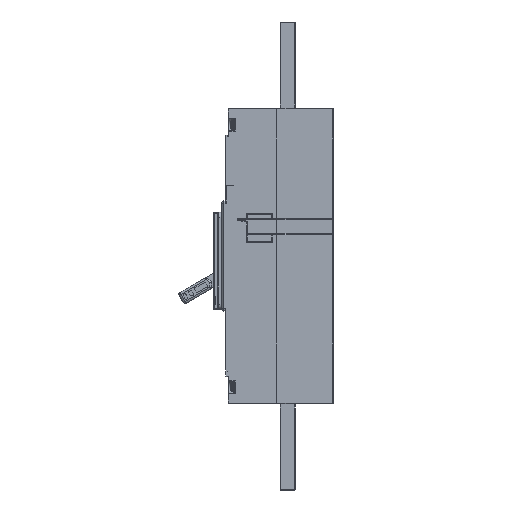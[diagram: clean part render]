
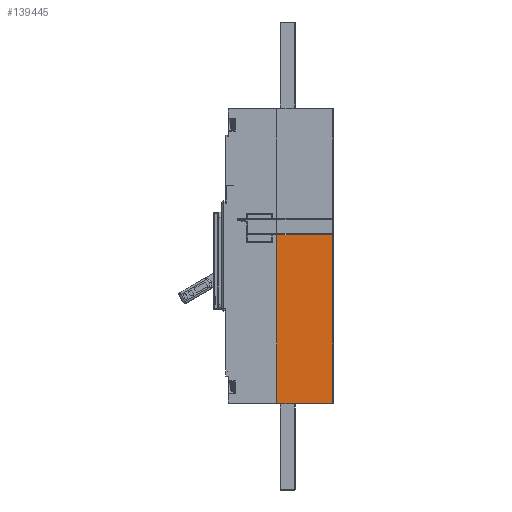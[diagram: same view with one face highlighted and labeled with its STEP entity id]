
A CAD part, left-side view. The second image highlights one B-rep face of the part: STEP entity #139445.
In plain terms, the highlighted planar face has unit normal (-1, 0, 0).
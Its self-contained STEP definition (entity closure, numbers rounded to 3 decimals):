
#129903=DIRECTION('',(0.,0.,-1.));
#129904=VECTOR('',#129903,155.7);
#129905=CARTESIAN_POINT('',(-175.,52.,19.6));
#129906=LINE('',#129905,#129904);
#131273=DIRECTION('',(0.,0.,1.));
#131274=VECTOR('',#131273,155.7);
#131275=CARTESIAN_POINT('',(-175.,0.4,-136.1));
#131276=LINE('',#131275,#131274);
#134693=DIRECTION('',(0.,-1.,0.));
#134694=VECTOR('',#134693,51.6);
#134695=CARTESIAN_POINT('',(-175.,52.,-136.1));
#134696=LINE('',#134695,#134694);
#137282=DIRECTION('',(0.,1.,0.));
#137283=VECTOR('',#137282,51.6);
#137284=CARTESIAN_POINT('',(-175.,0.4,19.6));
#137285=LINE('',#137284,#137283);
#137648=CARTESIAN_POINT('',(-175.,52.,19.6));
#137649=CARTESIAN_POINT('',(-175.,52.,-136.1));
#137650=VERTEX_POINT('',#137648);
#137651=VERTEX_POINT('',#137649);
#138146=CARTESIAN_POINT('',(-175.,0.4,-136.1));
#138147=CARTESIAN_POINT('',(-175.,0.4,19.6));
#138148=VERTEX_POINT('',#138146);
#138149=VERTEX_POINT('',#138147);
#139431=CARTESIAN_POINT('',(-175.,0.4,-136.1));
#139432=DIRECTION('',(1.,0.,0.));
#139433=DIRECTION('',(0.,0.,-1.));
#139434=AXIS2_PLACEMENT_3D('',#139431,#139432,#139433);
#139435=PLANE('',#139434);
#139437=ORIENTED_EDGE('',*,*,#139436,.F.);
#139439=ORIENTED_EDGE('',*,*,#139438,.F.);
#139440=ORIENTED_EDGE('',*,*,#138913,.F.);
#139442=ORIENTED_EDGE('',*,*,#139441,.F.);
#139443=EDGE_LOOP('',(#139437,#139439,#139440,#139442));
#139444=FACE_OUTER_BOUND('',#139443,.F.);
#138913=EDGE_CURVE('',#137650,#137651,#129906,.T.);
#139436=EDGE_CURVE('',#138148,#138149,#131276,.T.);
#139438=EDGE_CURVE('',#137651,#138148,#134696,.T.);
#139441=EDGE_CURVE('',#138149,#137650,#137285,.T.);
#139445=ADVANCED_FACE('',(#139444),#139435,.F.);
